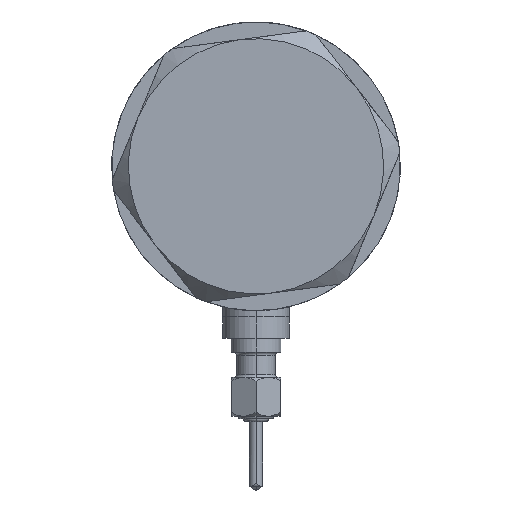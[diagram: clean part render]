
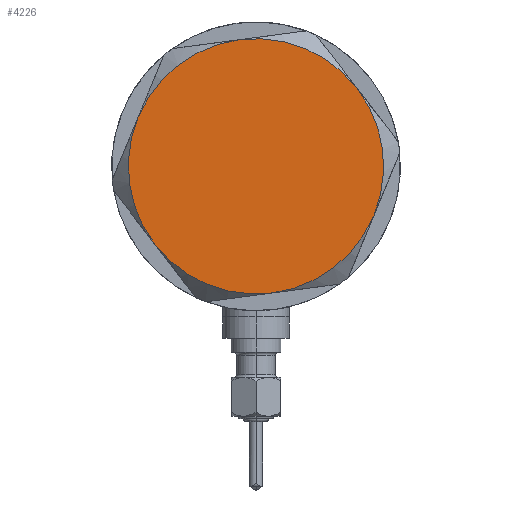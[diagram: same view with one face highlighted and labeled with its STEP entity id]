
A CAD part, left-side view. The second image highlights one B-rep face of the part: STEP entity #4226.
In plain terms, the highlighted face is planar.
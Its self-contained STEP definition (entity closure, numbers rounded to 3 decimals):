
#626 = CIRCLE ( 'NONE', #2411, 23. ) ;
#644 = DIRECTION ( 'NONE',  ( 1., 0., 0. ) ) ;
#789 = PLANE ( 'NONE',  #5214 ) ;
#921 = VERTEX_POINT ( 'NONE', #4027 ) ;
#1036 = DIRECTION ( 'NONE',  ( 0., 0., 1. ) ) ;
#1061 = CARTESIAN_POINT ( 'NONE',  ( 0., 0., 9. ) ) ;
#1160 = CARTESIAN_POINT ( 'NONE',  ( 0., 0., 9. ) ) ;
#1225 = VERTEX_POINT ( 'NONE', #5263 ) ;
#1300 = FACE_OUTER_BOUND ( 'NONE', #5222, .T. ) ;
#1476 = EDGE_CURVE ( 'NONE', #4221, #921, #1525, .T. ) ;
#1525 = CIRCLE ( 'NONE', #6770, 23. ) ;
#1571 = CARTESIAN_POINT ( 'NONE',  ( 11.5, 19.919, 9. ) ) ;
#1594 = CARTESIAN_POINT ( 'NONE',  ( 0., 0., 9. ) ) ;
#1683 = AXIS2_PLACEMENT_3D ( 'NONE', #1594, #1036, #3149 ) ;
#1703 = ORIENTED_EDGE ( 'NONE', *, *, #3204, .T. ) ;
#1796 = ORIENTED_EDGE ( 'NONE', *, *, #5240, .T. ) ;
#1900 = VERTEX_POINT ( 'NONE', #5582 ) ;
#1945 = CARTESIAN_POINT ( 'NONE',  ( 0., 0., 9. ) ) ;
#2221 = EDGE_CURVE ( 'NONE', #6075, #1225, #3964, .T. ) ;
#2292 = VERTEX_POINT ( 'NONE', #6755 ) ;
#2411 = AXIS2_PLACEMENT_3D ( 'NONE', #1160, #3206, #644 ) ;
#2452 = EDGE_CURVE ( 'NONE', #2292, #6075, #626, .T. ) ;
#3149 = DIRECTION ( 'NONE',  ( 1., 0., 0. ) ) ;
#3204 = EDGE_CURVE ( 'NONE', #921, #2292, #6866, .T. ) ;
#3206 = DIRECTION ( 'NONE',  ( 0., 0., 1. ) ) ;
#3278 = EDGE_CURVE ( 'NONE', #1225, #1900, #6541, .T. ) ;
#3501 = DIRECTION ( 'NONE',  ( 0., 0., 1. ) ) ;
#3778 = ORIENTED_EDGE ( 'NONE', *, *, #3278, .T. ) ;
#3938 = CARTESIAN_POINT ( 'NONE',  ( -11.5, -19.919, 9. ) ) ;
#3964 = CIRCLE ( 'NONE', #6851, 23. ) ;
#4003 = CARTESIAN_POINT ( 'NONE',  ( 0., 0., 9. ) ) ;
#4027 = CARTESIAN_POINT ( 'NONE',  ( 11.5, -19.919, 9. ) ) ;
#4043 = DIRECTION ( 'NONE',  ( 0., 0., 1. ) ) ;
#4048 = CARTESIAN_POINT ( 'NONE',  ( 0., 0., 9. ) ) ;
#4083 = DIRECTION ( 'NONE',  ( 1., 0., 0. ) ) ;
#4106 = DIRECTION ( 'NONE',  ( 1., 0., 0. ) ) ;
#4221 = VERTEX_POINT ( 'NONE', #3938 ) ;
#4226 = ADVANCED_FACE ( 'NONE', ( #1300 ), #789, .T. ) ;
#4448 = ORIENTED_EDGE ( 'NONE', *, *, #1476, .T. ) ;
#4752 = DIRECTION ( 'NONE',  ( 1., 0., 0. ) ) ;
#5023 = CARTESIAN_POINT ( 'NONE',  ( 0., 0., 9. ) ) ;
#5195 = DIRECTION ( 'NONE',  ( 0., 0., 1. ) ) ;
#5214 = AXIS2_PLACEMENT_3D ( 'NONE', #5023, #4043, #6042 ) ;
#5222 = EDGE_LOOP ( 'NONE', ( #1703, #6607, #6002, #3778, #1796, #4448 ) ) ;
#5240 = EDGE_CURVE ( 'NONE', #1900, #4221, #6589, .T. ) ;
#5263 = CARTESIAN_POINT ( 'NONE',  ( -11.5, 19.919, 9. ) ) ;
#5313 = DIRECTION ( 'NONE',  ( 0., 0., 1. ) ) ;
#5537 = AXIS2_PLACEMENT_3D ( 'NONE', #1061, #5313, #4752 ) ;
#5582 = CARTESIAN_POINT ( 'NONE',  ( -23., 0., 9. ) ) ;
#5631 = DIRECTION ( 'NONE',  ( 1., 0., 0. ) ) ;
#5763 = AXIS2_PLACEMENT_3D ( 'NONE', #4003, #6136, #4106 ) ;
#6002 = ORIENTED_EDGE ( 'NONE', *, *, #2221, .T. ) ;
#6042 = DIRECTION ( 'NONE',  ( 1., 0., 0. ) ) ;
#6075 = VERTEX_POINT ( 'NONE', #1571 ) ;
#6136 = DIRECTION ( 'NONE',  ( 0., 0., 1. ) ) ;
#6541 = CIRCLE ( 'NONE', #5537, 23. ) ;
#6589 = CIRCLE ( 'NONE', #1683, 23. ) ;
#6607 = ORIENTED_EDGE ( 'NONE', *, *, #2452, .T. ) ;
#6755 = CARTESIAN_POINT ( 'NONE',  ( 23., 0., 9. ) ) ;
#6770 = AXIS2_PLACEMENT_3D ( 'NONE', #4048, #5195, #4083 ) ;
#6851 = AXIS2_PLACEMENT_3D ( 'NONE', #1945, #3501, #5631 ) ;
#6866 = CIRCLE ( 'NONE', #5763, 23. ) ;
